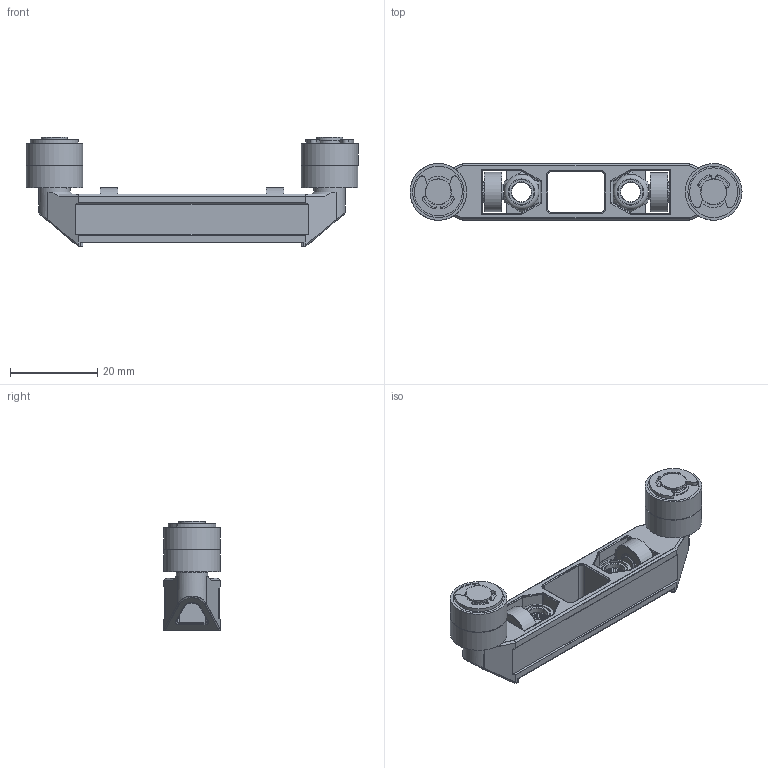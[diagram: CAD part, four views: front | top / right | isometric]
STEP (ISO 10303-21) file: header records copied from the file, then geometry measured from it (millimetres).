
FILE_DESCRIPTION(/* description */ (''),/* implementation_level */ '2;1');
FILE_NAME(/* name */ 'WARES-BEARINGBLOCK-V3-NOMINAL.stp',/* time_stamp */ '2025-05-26T23:18:54+08:00',/* author */ ('HITeX'),/* organization */ (''),/* preprocessor_version */ 'ST-DEVELOPER v19.2',/* originating_system */ 'Autodesk Inventor 2024',/* authorisation */ '');
FILE_SCHEMA (('AUTOMOTIVE_DESIGN { 1 0 10303 214 3 1 1 }'));
Length unit declared in the file: millimetre
Products named in the file (6): bearingblocktest; mainbody; 686-BEARING; MR84-BEARING; Nyloc Nut; STN 02 2929 - 5
Assembly tree (11 placements, depth 2):
  bearingblocktest
    686-BEARING  x4
    MR84-BEARING  x2
    mainbody
    Nyloc Nut  x2
    STN 02 2929 - 5  x2
Bounding box: 76.1 x 13 x 25 mm (x, y, z)
Volume: 3275.5 mm3; surface area: 13318.8 mm2
Topology: 11 solids, 12 shells, 580 faces, 1376 edges, 870 vertices
Faces by surface type: plane 262, cylinder 218, cone 48, bspline 36, torus 8, sphere 8
Full cylindrical faces by diameter (mm): 3.8 x2, 4 x4, 4.5 x4, 4.621 x16, 4.7 x2, 4.8 x6, 5 x22, 5.2 x2, 5.75 x4, 5.8 x4, 6 x8, 7 x2, 7.2 x10, 8 x2, 8.2 x4, 9 x2, 11.8 x8, 13 x4
Entity records: 16525 total; most frequent: CARTESIAN_POINT 5735, ORIENTED_EDGE 2232, DIRECTION 2102, EDGE_CURVE 1116, AXIS2_PLACEMENT_3D 728, VERTEX_POINT 702, LINE 646, VECTOR 646
